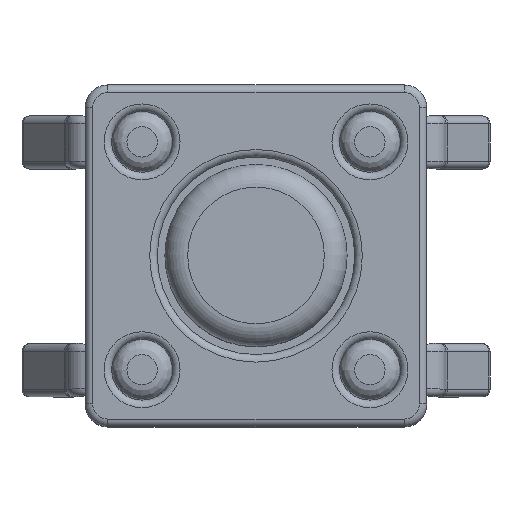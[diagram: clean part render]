
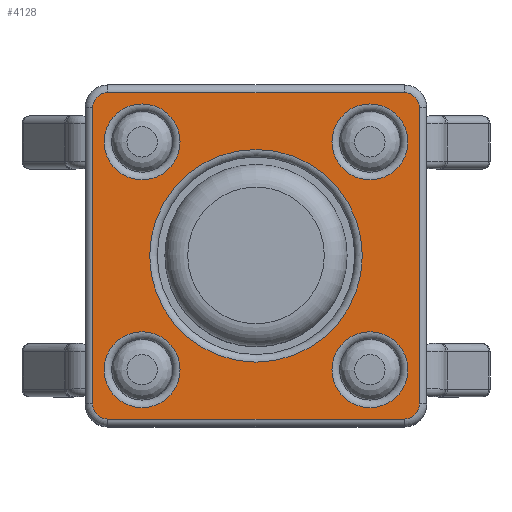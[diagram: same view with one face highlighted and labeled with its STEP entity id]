
A CAD part, top view. The second image highlights one B-rep face of the part: STEP entity #4128.
In plain terms, the highlighted planar face has unit normal (0, 0, 1).
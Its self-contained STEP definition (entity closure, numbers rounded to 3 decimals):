
#130=FACE_BOUND('',#1280,.T.);
#131=FACE_BOUND('',#1281,.T.);
#132=FACE_BOUND('',#1282,.T.);
#133=FACE_BOUND('',#1283,.T.);
#134=FACE_BOUND('',#1284,.T.);
#151=PLANE('',#4460);
#250=LINE('',#6481,#564);
#251=LINE('',#6485,#565);
#252=LINE('',#6489,#566);
#253=LINE('',#6492,#567);
#564=VECTOR('',#5076,10.);
#565=VECTOR('',#5079,10.);
#566=VECTOR('',#5082,10.);
#567=VECTOR('',#5085,10.);
#985=FACE_OUTER_BOUND('',#1279,.T.);
#1279=EDGE_LOOP('',(#2902,#2903,#2904,#2905,#2906,#2907,#2908,#2909));
#1280=EDGE_LOOP('',(#2910));
#1281=EDGE_LOOP('',(#2911));
#1282=EDGE_LOOP('',(#2912));
#1283=EDGE_LOOP('',(#2913));
#1284=EDGE_LOOP('',(#2914));
#1576=CIRCLE('',#4457,0.5);
#1579=CIRCLE('',#4461,0.2);
#1580=CIRCLE('',#4462,0.2);
#1581=CIRCLE('',#4463,0.2);
#1582=CIRCLE('',#4464,0.2);
#1583=CIRCLE('',#4465,0.5);
#1584=CIRCLE('',#4466,1.4);
#1585=CIRCLE('',#4467,0.5);
#1586=CIRCLE('',#4468,0.5);
#1863=VERTEX_POINT('',#6471);
#1865=VERTEX_POINT('',#6477);
#1866=VERTEX_POINT('',#6478);
#1867=VERTEX_POINT('',#6480);
#1868=VERTEX_POINT('',#6482);
#1869=VERTEX_POINT('',#6484);
#1870=VERTEX_POINT('',#6486);
#1871=VERTEX_POINT('',#6488);
#1872=VERTEX_POINT('',#6490);
#1873=VERTEX_POINT('',#6493);
#1874=VERTEX_POINT('',#6495);
#1875=VERTEX_POINT('',#6497);
#1876=VERTEX_POINT('',#6499);
#2231=EDGE_CURVE('',#1863,#1863,#1576,.T.);
#2234=EDGE_CURVE('',#1865,#1866,#1579,.T.);
#2235=EDGE_CURVE('',#1867,#1865,#250,.T.);
#2236=EDGE_CURVE('',#1868,#1867,#1580,.T.);
#2237=EDGE_CURVE('',#1869,#1868,#251,.T.);
#2238=EDGE_CURVE('',#1870,#1869,#1581,.T.);
#2239=EDGE_CURVE('',#1871,#1870,#252,.T.);
#2240=EDGE_CURVE('',#1872,#1871,#1582,.T.);
#2241=EDGE_CURVE('',#1866,#1872,#253,.T.);
#2242=EDGE_CURVE('',#1873,#1873,#1583,.T.);
#2243=EDGE_CURVE('',#1874,#1874,#1584,.T.);
#2244=EDGE_CURVE('',#1875,#1875,#1585,.T.);
#2245=EDGE_CURVE('',#1876,#1876,#1586,.T.);
#2902=ORIENTED_EDGE('',*,*,#2234,.F.);
#2903=ORIENTED_EDGE('',*,*,#2235,.F.);
#2904=ORIENTED_EDGE('',*,*,#2236,.F.);
#2905=ORIENTED_EDGE('',*,*,#2237,.F.);
#2906=ORIENTED_EDGE('',*,*,#2238,.F.);
#2907=ORIENTED_EDGE('',*,*,#2239,.F.);
#2908=ORIENTED_EDGE('',*,*,#2240,.F.);
#2909=ORIENTED_EDGE('',*,*,#2241,.F.);
#2910=ORIENTED_EDGE('',*,*,#2242,.F.);
#2911=ORIENTED_EDGE('',*,*,#2243,.F.);
#2912=ORIENTED_EDGE('',*,*,#2244,.F.);
#2913=ORIENTED_EDGE('',*,*,#2245,.F.);
#2914=ORIENTED_EDGE('',*,*,#2231,.F.);
#4128=ADVANCED_FACE('',(#985,#130,#131,#132,#133,#134),#151,.T.);
#4457=AXIS2_PLACEMENT_3D('',#6472,#5066,#5067);
#4460=AXIS2_PLACEMENT_3D('',#6476,#5072,#5073);
#4461=AXIS2_PLACEMENT_3D('',#6479,#5074,#5075);
#4462=AXIS2_PLACEMENT_3D('',#6483,#5077,#5078);
#4463=AXIS2_PLACEMENT_3D('',#6487,#5080,#5081);
#4464=AXIS2_PLACEMENT_3D('',#6491,#5083,#5084);
#4465=AXIS2_PLACEMENT_3D('',#6494,#5086,#5087);
#4466=AXIS2_PLACEMENT_3D('',#6496,#5088,#5089);
#4467=AXIS2_PLACEMENT_3D('',#6498,#5090,#5091);
#4468=AXIS2_PLACEMENT_3D('',#6500,#5092,#5093);
#5066=DIRECTION('center_axis',(0.,0.,1.));
#5067=DIRECTION('ref_axis',(-1.,0.,0.));
#5072=DIRECTION('center_axis',(0.,0.,1.));
#5073=DIRECTION('ref_axis',(1.,0.,0.));
#5074=DIRECTION('center_axis',(0.,0.,-1.));
#5075=DIRECTION('ref_axis',(-0.707,0.707,0.));
#5076=DIRECTION('',(0.,1.,0.));
#5077=DIRECTION('center_axis',(0.,0.,-1.));
#5078=DIRECTION('ref_axis',(-0.707,-0.707,0.));
#5079=DIRECTION('',(-1.,0.,0.));
#5080=DIRECTION('center_axis',(0.,0.,-1.));
#5081=DIRECTION('ref_axis',(0.707,-0.707,0.));
#5082=DIRECTION('',(0.,-1.,0.));
#5083=DIRECTION('center_axis',(0.,0.,-1.));
#5084=DIRECTION('ref_axis',(0.707,0.707,0.));
#5085=DIRECTION('',(1.,0.,0.));
#5086=DIRECTION('center_axis',(0.,0.,1.));
#5087=DIRECTION('ref_axis',(-1.,0.,0.));
#5088=DIRECTION('center_axis',(0.,0.,1.));
#5089=DIRECTION('ref_axis',(-1.,0.,0.));
#5090=DIRECTION('center_axis',(0.,0.,1.));
#5091=DIRECTION('ref_axis',(-1.,0.,0.));
#5092=DIRECTION('center_axis',(0.,0.,1.));
#5093=DIRECTION('ref_axis',(-1.,0.,0.));
#6471=CARTESIAN_POINT('',(2.,-1.5,2.9));
#6472=CARTESIAN_POINT('Origin',(1.5,-1.5,2.9));
#6476=CARTESIAN_POINT('Origin',(0.,0.,2.9));
#6477=CARTESIAN_POINT('',(-2.15,1.95,2.9));
#6478=CARTESIAN_POINT('',(-1.95,2.15,2.9));
#6479=CARTESIAN_POINT('Origin',(-1.95,1.95,2.9));
#6480=CARTESIAN_POINT('',(-2.15,-1.95,2.9));
#6481=CARTESIAN_POINT('',(-2.15,1.125,2.9));
#6482=CARTESIAN_POINT('',(-1.95,-2.15,2.9));
#6483=CARTESIAN_POINT('Origin',(-1.95,-1.95,2.9));
#6484=CARTESIAN_POINT('',(1.95,-2.15,2.9));
#6485=CARTESIAN_POINT('',(-1.125,-2.15,2.9));
#6486=CARTESIAN_POINT('',(2.15,-1.95,2.9));
#6487=CARTESIAN_POINT('Origin',(1.95,-1.95,2.9));
#6488=CARTESIAN_POINT('',(2.15,1.95,2.9));
#6489=CARTESIAN_POINT('',(2.15,-1.125,2.9));
#6490=CARTESIAN_POINT('',(1.95,2.15,2.9));
#6491=CARTESIAN_POINT('Origin',(1.95,1.95,2.9));
#6492=CARTESIAN_POINT('',(1.125,2.15,2.9));
#6493=CARTESIAN_POINT('',(2.,1.5,2.9));
#6494=CARTESIAN_POINT('Origin',(1.5,1.5,2.9));
#6495=CARTESIAN_POINT('',(1.4,0.,2.9));
#6496=CARTESIAN_POINT('Origin',(0.,0.,2.9));
#6497=CARTESIAN_POINT('',(-1.,-1.5,2.9));
#6498=CARTESIAN_POINT('Origin',(-1.5,-1.5,2.9));
#6499=CARTESIAN_POINT('',(-1.,1.5,2.9));
#6500=CARTESIAN_POINT('Origin',(-1.5,1.5,2.9));
